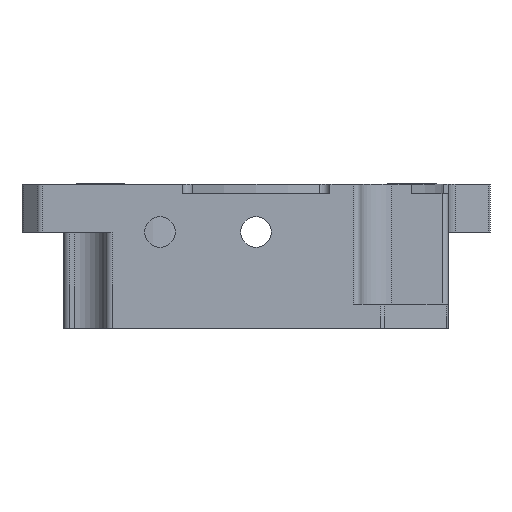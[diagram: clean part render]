
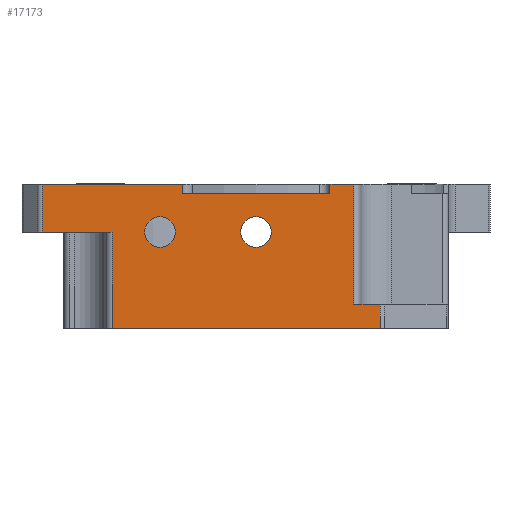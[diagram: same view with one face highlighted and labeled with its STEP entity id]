
A CAD part, front view. The second image highlights one B-rep face of the part: STEP entity #17173.
In plain terms, the highlighted planar face has unit normal (0, -1, 0).
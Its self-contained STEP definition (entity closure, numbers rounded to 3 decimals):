
#371 = DIRECTION ( 'NONE',  ( -1., 0., 0. ) ) ;
#1066 = DIRECTION ( 'NONE',  ( -1., 0., 0. ) ) ;
#1283 = VERTEX_POINT ( 'NONE', #9236 ) ;
#1700 = ORIENTED_EDGE ( 'NONE', *, *, #40700, .T. ) ;
#2168 = DIRECTION ( 'NONE',  ( 0., 0., 1. ) ) ;
#2380 = CARTESIAN_POINT ( 'NONE',  ( 16.435, -25.4, -9.525 ) ) ;
#2688 = VECTOR ( 'NONE', #33739, 1000. ) ;
#2790 = VECTOR ( 'NONE', #1066, 1000. ) ;
#2816 = CARTESIAN_POINT ( 'NONE',  ( 0., -25.4, -6.35 ) ) ;
#3140 = CARTESIAN_POINT ( 'NONE',  ( 9.779, -25.4, 8.255 ) ) ;
#3201 = VECTOR ( 'NONE', #32271, 1000. ) ;
#3283 = EDGE_CURVE ( 'NONE', #3461, #25684, #9786, .T. ) ;
#3307 = ORIENTED_EDGE ( 'NONE', *, *, #14879, .F. ) ;
#3461 = VERTEX_POINT ( 'NONE', #6866 ) ;
#3462 = VERTEX_POINT ( 'NONE', #37995 ) ;
#3563 = DIRECTION ( 'NONE',  ( 0., 0., 1. ) ) ;
#3753 = CARTESIAN_POINT ( 'NONE',  ( -19.05, -25.4, 3.175 ) ) ;
#4178 = VERTEX_POINT ( 'NONE', #3753 ) ;
#4967 = VERTEX_POINT ( 'NONE', #23360 ) ;
#5236 = FACE_OUTER_BOUND ( 'NONE', #24079, .T. ) ;
#5649 = PLANE ( 'NONE',  #14836 ) ;
#5998 = EDGE_CURVE ( 'NONE', #31805, #18236, #35391, .T. ) ;
#6237 = DIRECTION ( 'NONE',  ( -1., 0., 0. ) ) ;
#6614 = ORIENTED_EDGE ( 'NONE', *, *, #22881, .F. ) ;
#6866 = CARTESIAN_POINT ( 'NONE',  ( -9.779, -25.4, 8.255 ) ) ;
#6884 = EDGE_CURVE ( 'NONE', #36922, #39780, #34914, .T. ) ;
#7918 = DIRECTION ( 'NONE',  ( 0., 0., -1. ) ) ;
#8036 = CARTESIAN_POINT ( 'NONE',  ( 0., -25.4, 8.255 ) ) ;
#8146 = FACE_BOUND ( 'NONE', #38480, .T. ) ;
#8658 = VERTEX_POINT ( 'NONE', #3140 ) ;
#9009 = CARTESIAN_POINT ( 'NONE',  ( 16.435, -25.4, -6.35 ) ) ;
#9236 = CARTESIAN_POINT ( 'NONE',  ( -28.302, -25.4, 9.525 ) ) ;
#9339 = VECTOR ( 'NONE', #31099, 1000. ) ;
#9528 = EDGE_CURVE ( 'NONE', #1283, #4967, #11114, .T. ) ;
#9667 = LINE ( 'NONE', #11977, #18584 ) ;
#9786 = LINE ( 'NONE', #22440, #29061 ) ;
#9923 = CARTESIAN_POINT ( 'NONE',  ( 0., -25.4, 3.175 ) ) ;
#11114 = LINE ( 'NONE', #39318, #19600 ) ;
#11154 = ORIENTED_EDGE ( 'NONE', *, *, #5998, .T. ) ;
#11522 = DIRECTION ( 'NONE',  ( 0., 0., -1. ) ) ;
#11977 = CARTESIAN_POINT ( 'NONE',  ( 9.779, -25.4, 8.255 ) ) ;
#12089 = CARTESIAN_POINT ( 'NONE',  ( 0., -25.4, 9.525 ) ) ;
#12629 = CARTESIAN_POINT ( 'NONE',  ( 0., -25.4, 3.175 ) ) ;
#12922 = CARTESIAN_POINT ( 'NONE',  ( 9.779, -25.4, 9.525 ) ) ;
#13271 = CARTESIAN_POINT ( 'NONE',  ( -12.7, -25.4, 3.175 ) ) ;
#13286 = CARTESIAN_POINT ( 'NONE',  ( 0., -25.4, 5.194 ) ) ;
#13624 = CARTESIAN_POINT ( 'NONE',  ( 12.95, -25.4, -7.473 ) ) ;
#14273 = ORIENTED_EDGE ( 'NONE', *, *, #6884, .F. ) ;
#14836 = AXIS2_PLACEMENT_3D ( 'NONE', #12089, #20802, #36959 ) ;
#14879 = EDGE_CURVE ( 'NONE', #31805, #3462, #31222, .T. ) ;
#15278 = ORIENTED_EDGE ( 'NONE', *, *, #26447, .F. ) ;
#15479 = DIRECTION ( 'NONE',  ( 1., 0., 0. ) ) ;
#15493 = DIRECTION ( 'NONE',  ( 0., 0., 1. ) ) ;
#16161 = LINE ( 'NONE', #9923, #40435 ) ;
#16757 = EDGE_LOOP ( 'NONE', ( #40648, #35711 ) ) ;
#16808 = VECTOR ( 'NONE', #6237, 1000. ) ;
#17074 = CARTESIAN_POINT ( 'NONE',  ( 12.95, -25.4, 9.525 ) ) ;
#17173 = ADVANCED_FACE ( 'NONE', ( #5236, #8146, #21000 ), #5649, .T. ) ;
#17264 = CARTESIAN_POINT ( 'NONE',  ( 0., -25.4, 9.525 ) ) ;
#18016 = CIRCLE ( 'NONE', #35838, 2.019 ) ;
#18236 = VERTEX_POINT ( 'NONE', #17074 ) ;
#18584 = VECTOR ( 'NONE', #15493, 1000. ) ;
#19575 = EDGE_CURVE ( 'NONE', #34723, #34395, #18016, .T. ) ;
#19600 = VECTOR ( 'NONE', #20456, 1000. ) ;
#20175 = CARTESIAN_POINT ( 'NONE',  ( 0., -25.4, 1.156 ) ) ;
#20224 = VERTEX_POINT ( 'NONE', #12922 ) ;
#20382 = CARTESIAN_POINT ( 'NONE',  ( 0., -25.4, -9.525 ) ) ;
#20456 = DIRECTION ( 'NONE',  ( 0., 0., -1. ) ) ;
#20720 = VECTOR ( 'NONE', #15479, 1000. ) ;
#20798 = LINE ( 'NONE', #20382, #2790 ) ;
#20802 = DIRECTION ( 'NONE',  ( 0., -1., 0. ) ) ;
#21000 = FACE_BOUND ( 'NONE', #16757, .T. ) ;
#21099 = LINE ( 'NONE', #8036, #2688 ) ;
#21528 = CARTESIAN_POINT ( 'NONE',  ( -12.7, -25.4, 1.156 ) ) ;
#21547 = CARTESIAN_POINT ( 'NONE',  ( -19.05, -25.4, -9.525 ) ) ;
#22440 = CARTESIAN_POINT ( 'NONE',  ( -9.779, -25.4, 8.255 ) ) ;
#22881 = EDGE_CURVE ( 'NONE', #28568, #39019, #20798, .T. ) ;
#23194 = VECTOR ( 'NONE', #40225, 1000. ) ;
#23360 = CARTESIAN_POINT ( 'NONE',  ( -28.302, -25.4, 3.175 ) ) ;
#23482 = CARTESIAN_POINT ( 'NONE',  ( -12.7, -25.4, 3.175 ) ) ;
#24079 = EDGE_LOOP ( 'NONE', ( #35024, #31189, #26190, #40920, #6614, #29094, #3307, #11154, #1700, #32620, #15278, #39831 ) ) ;
#24281 = CARTESIAN_POINT ( 'NONE',  ( -19.05, -25.4, -9.525 ) ) ;
#25124 = CARTESIAN_POINT ( 'NONE',  ( 0., -25.4, 9.525 ) ) ;
#25684 = VERTEX_POINT ( 'NONE', #38370 ) ;
#25690 = ORIENTED_EDGE ( 'NONE', *, *, #33540, .F. ) ;
#26190 = ORIENTED_EDGE ( 'NONE', *, *, #34213, .F. ) ;
#26328 = AXIS2_PLACEMENT_3D ( 'NONE', #12629, #37919, #28380 ) ;
#26447 = EDGE_CURVE ( 'NONE', #3461, #8658, #21099, .T. ) ;
#26466 = EDGE_CURVE ( 'NONE', #8658, #20224, #9667, .T. ) ;
#26582 = DIRECTION ( 'NONE',  ( 0., -1., 0. ) ) ;
#27024 = EDGE_CURVE ( 'NONE', #25684, #1283, #27787, .T. ) ;
#27273 = CARTESIAN_POINT ( 'NONE',  ( 0., -25.4, 3.175 ) ) ;
#27484 = CARTESIAN_POINT ( 'NONE',  ( 12.95, -25.4, -6.35 ) ) ;
#27616 = LINE ( 'NONE', #25124, #16808 ) ;
#27787 = LINE ( 'NONE', #17264, #23194 ) ;
#28380 = DIRECTION ( 'NONE',  ( 0., 0., -1. ) ) ;
#28388 = EDGE_CURVE ( 'NONE', #4178, #39019, #34016, .T. ) ;
#28568 = VERTEX_POINT ( 'NONE', #2380 ) ;
#29061 = VECTOR ( 'NONE', #3563, 1000. ) ;
#29094 = ORIENTED_EDGE ( 'NONE', *, *, #37549, .T. ) ;
#30455 = AXIS2_PLACEMENT_3D ( 'NONE', #27273, #39924, #11522 ) ;
#30577 = LINE ( 'NONE', #9009, #40529 ) ;
#31099 = DIRECTION ( 'NONE',  ( 0., 0., -1. ) ) ;
#31189 = ORIENTED_EDGE ( 'NONE', *, *, #9528, .T. ) ;
#31222 = LINE ( 'NONE', #2816, #20720 ) ;
#31717 = DIRECTION ( 'NONE',  ( 0., -1., 0. ) ) ;
#31805 = VERTEX_POINT ( 'NONE', #27484 ) ;
#32271 = DIRECTION ( 'NONE',  ( 0., 0., 1. ) ) ;
#32620 = ORIENTED_EDGE ( 'NONE', *, *, #26466, .F. ) ;
#33540 = EDGE_CURVE ( 'NONE', #39780, #36922, #33774, .T. ) ;
#33739 = DIRECTION ( 'NONE',  ( 1., 0., 0. ) ) ;
#33774 = CIRCLE ( 'NONE', #30455, 2.019 ) ;
#34016 = LINE ( 'NONE', #24281, #9339 ) ;
#34213 = EDGE_CURVE ( 'NONE', #4178, #4967, #16161, .T. ) ;
#34395 = VERTEX_POINT ( 'NONE', #21528 ) ;
#34723 = VERTEX_POINT ( 'NONE', #36295 ) ;
#34914 = CIRCLE ( 'NONE', #26328, 2.019 ) ;
#35024 = ORIENTED_EDGE ( 'NONE', *, *, #27024, .T. ) ;
#35329 = AXIS2_PLACEMENT_3D ( 'NONE', #23482, #26582, #7918 ) ;
#35391 = LINE ( 'NONE', #13624, #3201 ) ;
#35711 = ORIENTED_EDGE ( 'NONE', *, *, #19575, .F. ) ;
#35838 = AXIS2_PLACEMENT_3D ( 'NONE', #13271, #31717, #38351 ) ;
#36295 = CARTESIAN_POINT ( 'NONE',  ( -12.7, -25.4, 5.194 ) ) ;
#36922 = VERTEX_POINT ( 'NONE', #20175 ) ;
#36959 = DIRECTION ( 'NONE',  ( 1., 0., 0. ) ) ;
#37549 = EDGE_CURVE ( 'NONE', #28568, #3462, #30577, .T. ) ;
#37919 = DIRECTION ( 'NONE',  ( 0., -1., 0. ) ) ;
#37995 = CARTESIAN_POINT ( 'NONE',  ( 16.435, -25.4, -6.35 ) ) ;
#38351 = DIRECTION ( 'NONE',  ( 0., 0., -1. ) ) ;
#38370 = CARTESIAN_POINT ( 'NONE',  ( -9.779, -25.4, 9.525 ) ) ;
#38480 = EDGE_LOOP ( 'NONE', ( #14273, #25690 ) ) ;
#38643 = CIRCLE ( 'NONE', #35329, 2.019 ) ;
#39019 = VERTEX_POINT ( 'NONE', #21547 ) ;
#39318 = CARTESIAN_POINT ( 'NONE',  ( -28.302, -25.4, 9.525 ) ) ;
#39780 = VERTEX_POINT ( 'NONE', #13286 ) ;
#39831 = ORIENTED_EDGE ( 'NONE', *, *, #3283, .T. ) ;
#39924 = DIRECTION ( 'NONE',  ( 0., -1., 0. ) ) ;
#40225 = DIRECTION ( 'NONE',  ( -1., 0., 0. ) ) ;
#40435 = VECTOR ( 'NONE', #371, 1000. ) ;
#40529 = VECTOR ( 'NONE', #2168, 1000. ) ;
#40565 = EDGE_CURVE ( 'NONE', #34395, #34723, #38643, .T. ) ;
#40648 = ORIENTED_EDGE ( 'NONE', *, *, #40565, .F. ) ;
#40700 = EDGE_CURVE ( 'NONE', #18236, #20224, #27616, .T. ) ;
#40920 = ORIENTED_EDGE ( 'NONE', *, *, #28388, .T. ) ;
